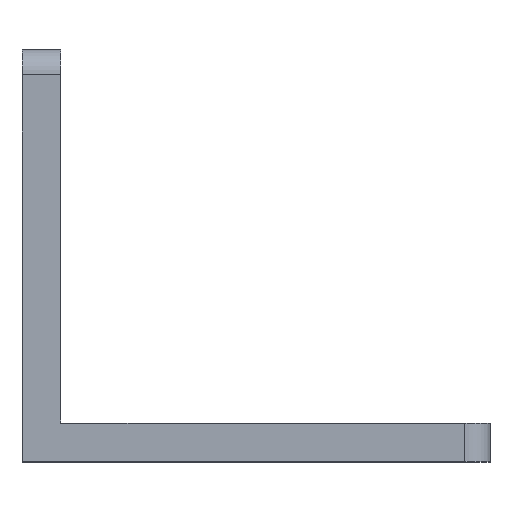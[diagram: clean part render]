
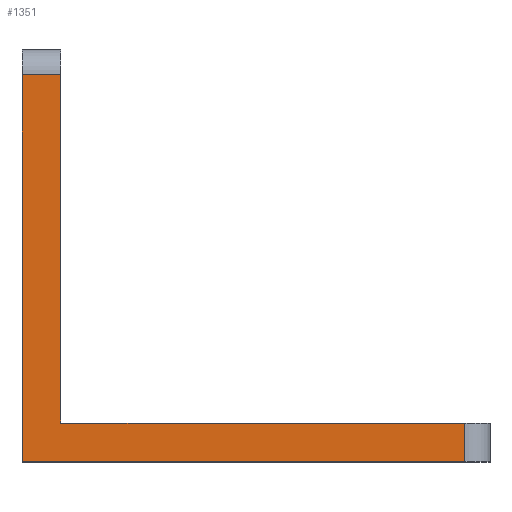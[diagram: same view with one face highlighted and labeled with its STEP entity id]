
A CAD part, top view. The second image highlights one B-rep face of the part: STEP entity #1351.
In plain terms, the highlighted planar face has unit normal (0, 0, 1).
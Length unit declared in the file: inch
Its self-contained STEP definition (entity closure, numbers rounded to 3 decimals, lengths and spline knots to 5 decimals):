
#28 = CARTESIAN_POINT ( 'NONE',  ( -1.105, 0., 0.66 ) ) ;
#49 = PLANE ( 'NONE',  #2148 ) ;
#51 = CARTESIAN_POINT ( 'NONE',  ( -1.105, 0.2, 0.66 ) ) ;
#71 = VECTOR ( 'NONE', #1771, 39.37008 ) ;
#122 = ORIENTED_EDGE ( 'NONE', *, *, #759, .T. ) ;
#151 = CARTESIAN_POINT ( 'NONE',  ( -1.305, 0., 0.66 ) ) ;
#230 = DIRECTION ( 'NONE',  ( 0., 0., -1. ) ) ;
#275 = LINE ( 'NONE', #909, #1755 ) ;
#280 = EDGE_CURVE ( 'NONE', #1301, #1444, #589, .T. ) ;
#340 = DIRECTION ( 'NONE',  ( 0., 1., 0. ) ) ;
#386 = VECTOR ( 'NONE', #2293, 39.37008 ) ;
#543 = CARTESIAN_POINT ( 'NONE',  ( 0.9753, 0.2, 0.66 ) ) ;
#562 = LINE ( 'NONE', #824, #71 ) ;
#589 = LINE ( 'NONE', #28, #1145 ) ;
#644 = ORIENTED_EDGE ( 'NONE', *, *, #2286, .T. ) ;
#759 = EDGE_CURVE ( 'NONE', #768, #2032, #275, .T. ) ;
#766 = EDGE_LOOP ( 'NONE', ( #1784, #122, #1101, #2319, #644, #1130 ) ) ;
#768 = VERTEX_POINT ( 'NONE', #1654 ) ;
#799 = CARTESIAN_POINT ( 'NONE',  ( -1.105, 1.9928, 0.66 ) ) ;
#824 = CARTESIAN_POINT ( 'NONE',  ( -1.105, 0., 0.66 ) ) ;
#854 = CARTESIAN_POINT ( 'NONE',  ( -1.305, 1.9928, 0.66 ) ) ;
#909 = CARTESIAN_POINT ( 'NONE',  ( 0.9753, 0.2, 0.66 ) ) ;
#941 = CARTESIAN_POINT ( 'NONE',  ( -1.105, 0.2, 0.66 ) ) ;
#961 = FACE_OUTER_BOUND ( 'NONE', #766, .T. ) ;
#1025 = CARTESIAN_POINT ( 'NONE',  ( -1.105, 1.9928, 0.66 ) ) ;
#1030 = VECTOR ( 'NONE', #1820, 39.37008 ) ;
#1101 = ORIENTED_EDGE ( 'NONE', *, *, #2106, .F. ) ;
#1130 = ORIENTED_EDGE ( 'NONE', *, *, #1930, .F. ) ;
#1145 = VECTOR ( 'NONE', #1693, 39.37008 ) ;
#1158 = DIRECTION ( 'NONE',  ( 1., 0., 0. ) ) ;
#1301 = VERTEX_POINT ( 'NONE', #941 ) ;
#1351 = ADVANCED_FACE ( 'NONE', ( #961 ), #49, .F. ) ;
#1396 = LINE ( 'NONE', #51, #1663 ) ;
#1421 = LINE ( 'NONE', #1025, #386 ) ;
#1444 = VERTEX_POINT ( 'NONE', #799 ) ;
#1509 = LINE ( 'NONE', #151, #1030 ) ;
#1523 = DIRECTION ( 'NONE',  ( -1., 0., 0. ) ) ;
#1570 = VERTEX_POINT ( 'NONE', #1997 ) ;
#1654 = CARTESIAN_POINT ( 'NONE',  ( 0.9753, 0., 0.66 ) ) ;
#1663 = VECTOR ( 'NONE', #1158, 39.37008 ) ;
#1693 = DIRECTION ( 'NONE',  ( 0., 1., 0. ) ) ;
#1755 = VECTOR ( 'NONE', #340, 39.37008 ) ;
#1756 = EDGE_CURVE ( 'NONE', #1570, #768, #562, .T. ) ;
#1771 = DIRECTION ( 'NONE',  ( 1., 0., 0. ) ) ;
#1784 = ORIENTED_EDGE ( 'NONE', *, *, #1756, .T. ) ;
#1820 = DIRECTION ( 'NONE',  ( 0., 1., 0. ) ) ;
#1858 = VERTEX_POINT ( 'NONE', #854 ) ;
#1894 = CARTESIAN_POINT ( 'NONE',  ( -1.105, 0.2, 0.66 ) ) ;
#1930 = EDGE_CURVE ( 'NONE', #1570, #1858, #1509, .T. ) ;
#1997 = CARTESIAN_POINT ( 'NONE',  ( -1.305, 0., 0.66 ) ) ;
#2032 = VERTEX_POINT ( 'NONE', #543 ) ;
#2106 = EDGE_CURVE ( 'NONE', #1301, #2032, #1396, .T. ) ;
#2148 = AXIS2_PLACEMENT_3D ( 'NONE', #1894, #230, #1523 ) ;
#2286 = EDGE_CURVE ( 'NONE', #1444, #1858, #1421, .T. ) ;
#2293 = DIRECTION ( 'NONE',  ( -1., 0., 0. ) ) ;
#2319 = ORIENTED_EDGE ( 'NONE', *, *, #280, .T. ) ;
